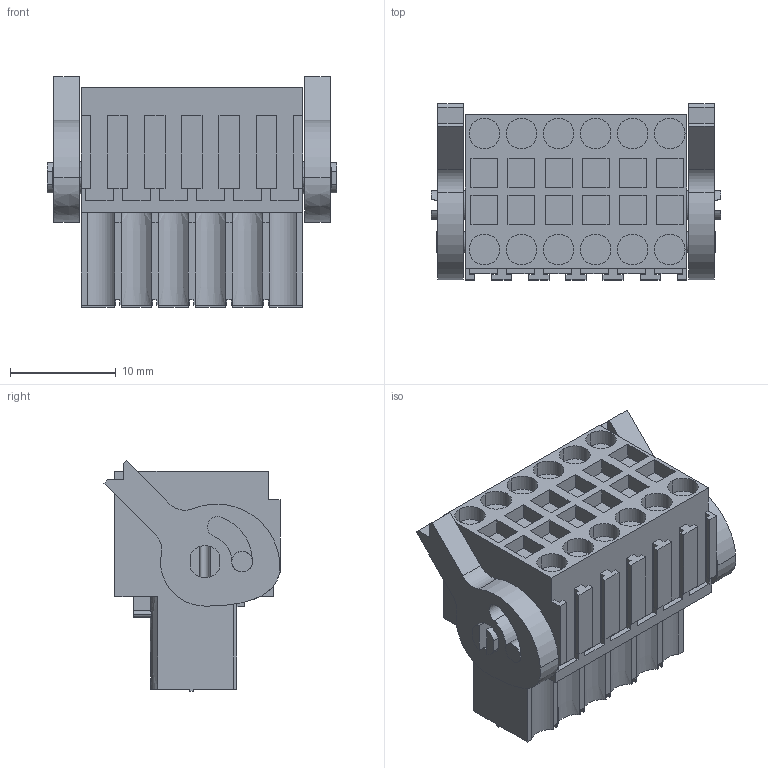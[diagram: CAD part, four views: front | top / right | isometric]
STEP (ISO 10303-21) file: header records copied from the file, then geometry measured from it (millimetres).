
FILE_DESCRIPTION(('CATIA V5 STEP Exchange','CAx-IF Rec.Pracs.--- Model Styling and Organization---1.2---2011-12-15'),'2;1');
FILE_NAME ('D1459970_0_1944780000_1944780000.stp','2017-04-20T09:43:57+00:00',('none'),('Weidmueller'),'CATIA Version 5-6 Release 2014','CATIA V5 STEP AP214','none');
FILE_SCHEMA(('AUTOMOTIVE_DESIGN { 1 0 10303 214 1 1 1 1 }'));
Length unit declared in the file: millimetre
Products named in the file (1): 1944780000
Bounding box: 27.3 x 16.63 x 21.8 mm (x, y, z)
Volume: 5210.4 mm3; surface area: 3705.1 mm2
Topology: 3 solids, 3 shells, 534 faces, 1474 edges, 996 vertices
Faces by surface type: plane 442, cylinder 80, extrusion 12
Entity records: 16156 total; most frequent: CARTESIAN_POINT 3285, ORIENTED_EDGE 2948, DIRECTION 2111, EDGE_CURVE 1474, VECTOR 1266, LINE 1254, VERTEX_POINT 996, EDGE_LOOP 592
